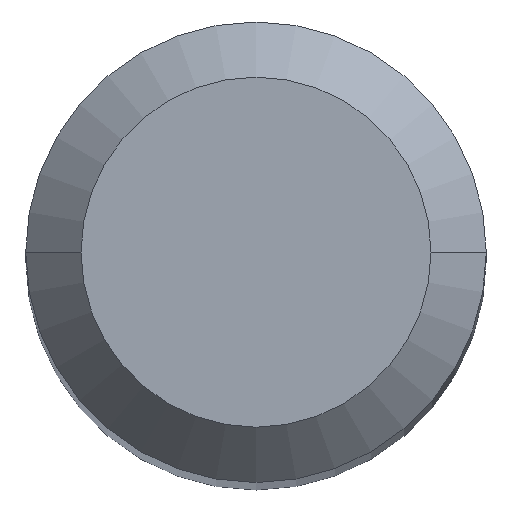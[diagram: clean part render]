
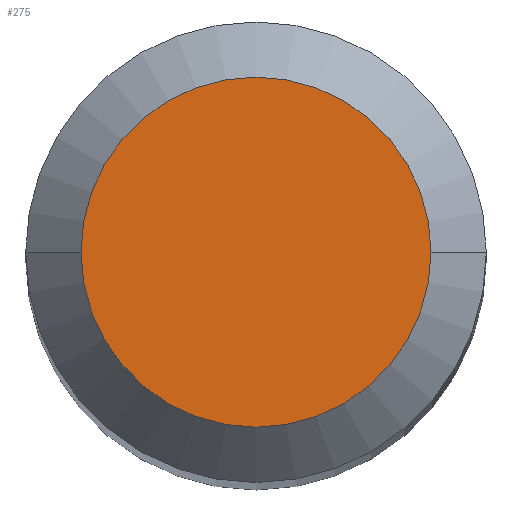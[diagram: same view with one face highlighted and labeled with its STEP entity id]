
A CAD part, top view. The second image highlights one B-rep face of the part: STEP entity #275.
In plain terms, the highlighted planar face has unit normal (0, 0, 1).
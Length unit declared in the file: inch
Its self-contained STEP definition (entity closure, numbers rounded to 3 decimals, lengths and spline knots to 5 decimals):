
#27 = DIRECTION ( 'NONE',  ( 1., 0., 0. ) ) ;
#46 = DIRECTION ( 'NONE',  ( 1., 0., 0. ) ) ;
#52 = DIRECTION ( 'NONE',  ( 0., 0., 1. ) ) ;
#70 = CARTESIAN_POINT ( 'NONE',  ( 0., 0., 1.5 ) ) ;
#78 = CARTESIAN_POINT ( 'NONE',  ( 0., 0., 1.5 ) ) ;
#86 = VERTEX_POINT ( 'NONE', #174 ) ;
#88 = ORIENTED_EDGE ( 'NONE', *, *, #178, .T. ) ;
#89 = CARTESIAN_POINT ( 'NONE',  ( 0., 0., 1.5 ) ) ;
#90 = AXIS2_PLACEMENT_3D ( 'NONE', #89, #172, #270 ) ;
#109 = ORIENTED_EDGE ( 'NONE', *, *, #176, .T. ) ;
#147 = EDGE_LOOP ( 'NONE', ( #109, #88 ) ) ;
#157 = CARTESIAN_POINT ( 'NONE',  ( 0.0475, 0., 1.5 ) ) ;
#165 = FACE_OUTER_BOUND ( 'NONE', #147, .T. ) ;
#166 = AXIS2_PLACEMENT_3D ( 'NONE', #78, #52, #27 ) ;
#172 = DIRECTION ( 'NONE',  ( 0., 0., 1. ) ) ;
#174 = CARTESIAN_POINT ( 'NONE',  ( -0.0475, 0., 1.5 ) ) ;
#176 = EDGE_CURVE ( 'NONE', #86, #244, #293, .T. ) ;
#177 = AXIS2_PLACEMENT_3D ( 'NONE', #70, #272, #46 ) ;
#178 = EDGE_CURVE ( 'NONE', #244, #86, #283, .T. ) ;
#244 = VERTEX_POINT ( 'NONE', #157 ) ;
#262 = PLANE ( 'NONE',  #166 ) ;
#270 = DIRECTION ( 'NONE',  ( 1., 0., 0. ) ) ;
#272 = DIRECTION ( 'NONE',  ( 0., 0., 1. ) ) ;
#275 = ADVANCED_FACE ( 'NONE', ( #165 ), #262, .T. ) ;
#283 = CIRCLE ( 'NONE', #177, 0.0475 ) ;
#293 = CIRCLE ( 'NONE', #90, 0.0475 ) ;
